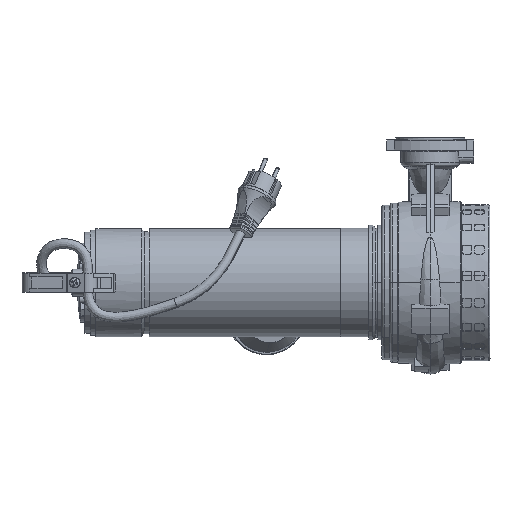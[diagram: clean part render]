
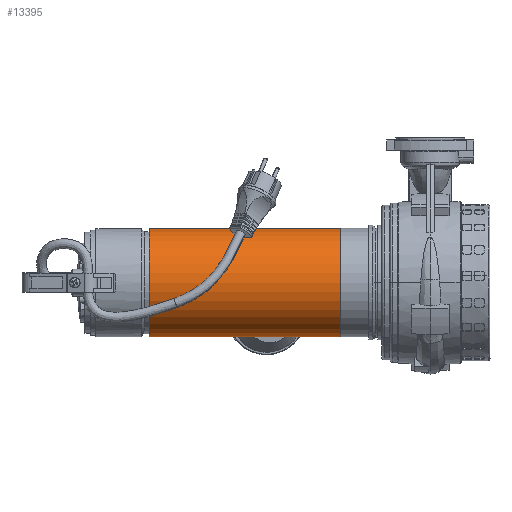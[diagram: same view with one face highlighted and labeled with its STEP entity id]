
A CAD part, left-side view. The second image highlights one B-rep face of the part: STEP entity #13395.
In plain terms, the highlighted cylindrical face has radius 56 mm (diameter 112 mm), a partial arc.
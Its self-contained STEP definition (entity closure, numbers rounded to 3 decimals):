
#489 = EDGE_LOOP ( 'NONE', ( #30281, #60018, #56113, #60986 ) ) ;
#2580 = CARTESIAN_POINT ( 'NONE',  ( 0., 250., 0. ) ) ;
#4286 = VERTEX_POINT ( 'NONE', #52039 ) ;
#5589 = CARTESIAN_POINT ( 'NONE',  ( 0., 51., 0. ) ) ;
#8905 = EDGE_CURVE ( 'NONE', #69742, #38412, #49336, .T. ) ;
#13395 = ADVANCED_FACE ( 'NONE', ( #21264 ), #75085, .T. ) ;
#19187 = VERTEX_POINT ( 'NONE', #73926 ) ;
#20541 = CIRCLE ( 'NONE', #45511, 56. ) ;
#21264 = FACE_OUTER_BOUND ( 'NONE', #489, .T. ) ;
#22678 = EDGE_CURVE ( 'NONE', #19187, #69742, #54201, .T. ) ;
#23687 = DIRECTION ( 'NONE',  ( 0., 0., -1. ) ) ;
#24226 = CARTESIAN_POINT ( 'NONE',  ( 0., 250., 56. ) ) ;
#28017 = AXIS2_PLACEMENT_3D ( 'NONE', #2580, #33726, #45023 ) ;
#30281 = ORIENTED_EDGE ( 'NONE', *, *, #22678, .T. ) ;
#33726 = DIRECTION ( 'NONE',  ( 0., -1., 0. ) ) ;
#35877 = CARTESIAN_POINT ( 'NONE',  ( 0., 250., -56. ) ) ;
#37611 = DIRECTION ( 'NONE',  ( 0., -1., 0. ) ) ;
#38412 = VERTEX_POINT ( 'NONE', #47889 ) ;
#43626 = EDGE_CURVE ( 'NONE', #19187, #4286, #59679, .T. ) ;
#45023 = DIRECTION ( 'NONE',  ( 0., 0., -1. ) ) ;
#45511 = AXIS2_PLACEMENT_3D ( 'NONE', #5589, #52744, #53150 ) ;
#47889 = CARTESIAN_POINT ( 'NONE',  ( 0., 51., 56. ) ) ;
#48248 = DIRECTION ( 'NONE',  ( 0., -1., 0. ) ) ;
#49336 = LINE ( 'NONE', #73128, #76681 ) ;
#52039 = CARTESIAN_POINT ( 'NONE',  ( 0., 51., -56. ) ) ;
#52744 = DIRECTION ( 'NONE',  ( 0., 1., 0. ) ) ;
#52893 = AXIS2_PLACEMENT_3D ( 'NONE', #77149, #48248, #23687 ) ;
#53150 = DIRECTION ( 'NONE',  ( 0., 0., -1. ) ) ;
#54201 = CIRCLE ( 'NONE', #52893, 56. ) ;
#56113 = ORIENTED_EDGE ( 'NONE', *, *, #57645, .T. ) ;
#57645 = EDGE_CURVE ( 'NONE', #38412, #4286, #20541, .T. ) ;
#59679 = LINE ( 'NONE', #35877, #59809 ) ;
#59809 = VECTOR ( 'NONE', #71760, 1000. ) ;
#60018 = ORIENTED_EDGE ( 'NONE', *, *, #8905, .T. ) ;
#60986 = ORIENTED_EDGE ( 'NONE', *, *, #43626, .F. ) ;
#69742 = VERTEX_POINT ( 'NONE', #24226 ) ;
#71760 = DIRECTION ( 'NONE',  ( 0., -1., 0. ) ) ;
#73128 = CARTESIAN_POINT ( 'NONE',  ( 0., 250., 56. ) ) ;
#73926 = CARTESIAN_POINT ( 'NONE',  ( 0., 250., -56. ) ) ;
#75085 = CYLINDRICAL_SURFACE ( 'NONE', #28017, 56. ) ;
#76681 = VECTOR ( 'NONE', #37611, 1000. ) ;
#77149 = CARTESIAN_POINT ( 'NONE',  ( 0., 250., 0. ) ) ;
